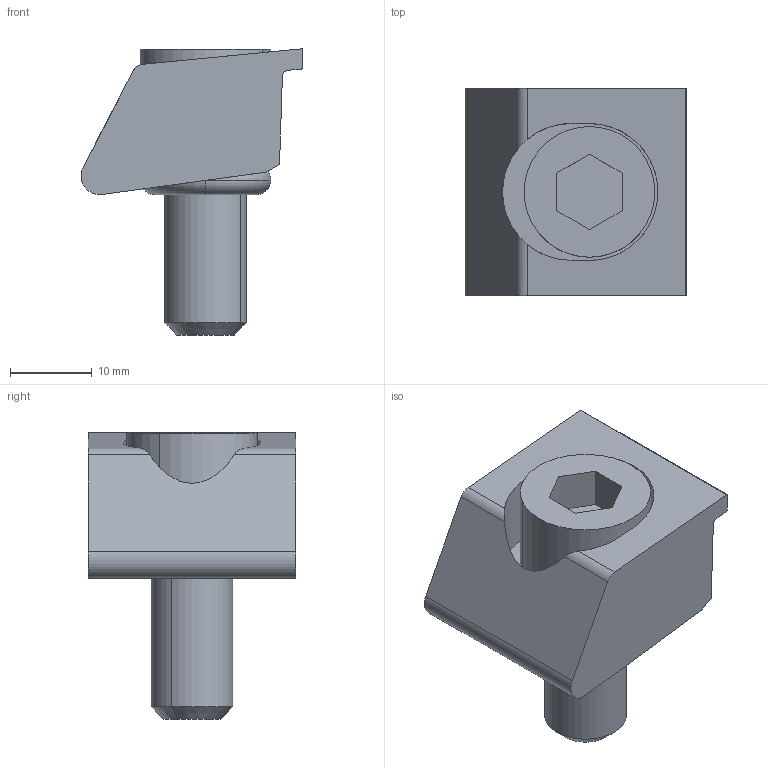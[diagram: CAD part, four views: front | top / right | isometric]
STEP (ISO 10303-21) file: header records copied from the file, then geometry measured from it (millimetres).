
FILE_DESCRIPTION (( 'STEP AP203' ), '1' );
FILE_NAME ('mbssc10.STEP', '2021-10-26T02:40:38', ( '' ), ( '' ), 'SwSTEP 2.0', 'SolidWorks 2020', '' );
FILE_SCHEMA (( 'CONFIG_CONTROL_DESIGN' ));
Length unit declared in the file: millimetre
Products named in the file (4): mbssc10_03; mbssc10; mbssc10_02; mbssc10_01
Assembly tree (3 placements, depth 2):
  mbssc10
    mbssc10_01
    mbssc10_02
    mbssc10_03
Bounding box: 27.17 x 25.4 x 35.06 mm (x, y, z)
Volume: 9407.8 mm3; surface area: 5357.8 mm2
Topology: 3 solids, 3 shells, 51 faces, 127 edges, 82 vertices
Faces by surface type: plane 27, cylinder 15, torus 4, bspline 3, cone 2
Entity records: 2005 total; most frequent: CARTESIAN_POINT 379, DIRECTION 259, ORIENTED_EDGE 254, EDGE_CURVE 127, AXIS2_PLACEMENT_3D 90, VERTEX_POINT 82, LINE 79, VECTOR 79
